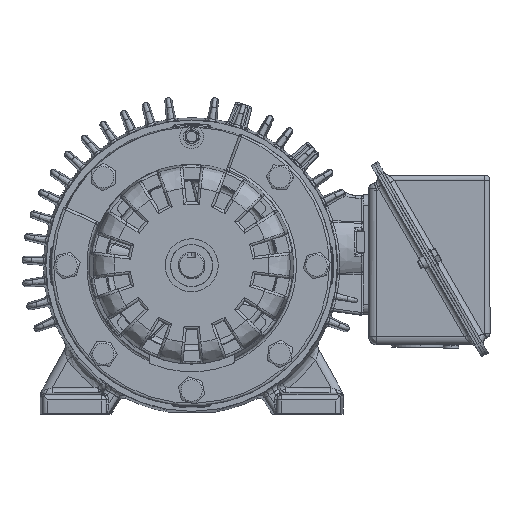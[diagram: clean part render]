
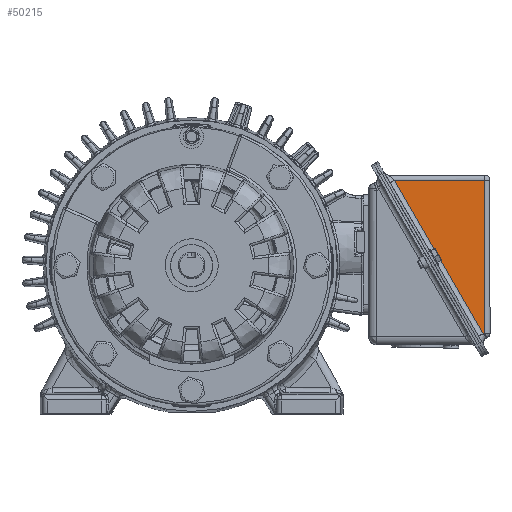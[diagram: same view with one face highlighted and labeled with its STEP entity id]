
A CAD part, top view. The second image highlights one B-rep face of the part: STEP entity #50215.
In plain terms, the highlighted planar face has unit normal (0, 0, 1).
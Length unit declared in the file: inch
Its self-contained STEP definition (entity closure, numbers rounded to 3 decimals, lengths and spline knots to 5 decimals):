
#779 = DIRECTION ( 'NONE',  ( 0., 1., 0. ) ) ;
#1319 = VECTOR ( 'NONE', #149212, 39.37008 ) ;
#1617 = ORIENTED_EDGE ( 'NONE', *, *, #21092, .F. ) ;
#21092 = EDGE_CURVE ( 'NONE', #30745, #173914, #166003, .T. ) ;
#27016 = VECTOR ( 'NONE', #85731, 39.37008 ) ;
#27539 = CARTESIAN_POINT ( 'NONE',  ( 7.07984, -1.99254, -4.00912 ) ) ;
#28492 = AXIS2_PLACEMENT_3D ( 'NONE', #122435, #45400, #46568 ) ;
#30745 = VERTEX_POINT ( 'NONE', #84248 ) ;
#42722 = LINE ( 'NONE', #105158, #111881 ) ;
#45400 = DIRECTION ( 'NONE',  ( 0., 0., 1. ) ) ;
#46568 = DIRECTION ( 'NONE',  ( 0., -1., 0. ) ) ;
#47871 = EDGE_LOOP ( 'NONE', ( #171912, #138081, #87278, #1617 ) ) ;
#50215 = ADVANCED_FACE ( 'NONE', ( #72525 ), #166494, .T. ) ;
#56486 = EDGE_CURVE ( 'NONE', #158669, #142235, #42722, .T. ) ;
#58681 = CARTESIAN_POINT ( 'NONE',  ( 6.89413, -1.58275, -4.00912 ) ) ;
#68830 = CARTESIAN_POINT ( 'NONE',  ( 6.89413, 2.0109, -4.00912 ) ) ;
#72525 = FACE_OUTER_BOUND ( 'NONE', #47871, .T. ) ;
#84248 = CARTESIAN_POINT ( 'NONE',  ( 6.89413, -1.58275, -4.00912 ) ) ;
#85731 = DIRECTION ( 'NONE',  ( -0.943, -0.333, 0. ) ) ;
#87278 = ORIENTED_EDGE ( 'NONE', *, *, #156058, .T. ) ;
#92204 = DIRECTION ( 'NONE',  ( -1., 0., 0. ) ) ;
#105158 = CARTESIAN_POINT ( 'NONE',  ( 6.89413, 2.0109, -4.00912 ) ) ;
#106296 = EDGE_CURVE ( 'NONE', #30745, #158669, #141830, .T. ) ;
#111881 = VECTOR ( 'NONE', #92204, 39.37008 ) ;
#122435 = CARTESIAN_POINT ( 'NONE',  ( 6.89413, 2.0109, -4.00912 ) ) ;
#123370 = LINE ( 'NONE', #27539, #1319 ) ;
#129097 = CARTESIAN_POINT ( 'NONE',  ( 6.85185, -1.59766, -4.00912 ) ) ;
#138081 = ORIENTED_EDGE ( 'NONE', *, *, #56486, .T. ) ;
#141830 = LINE ( 'NONE', #68830, #156443 ) ;
#142235 = VERTEX_POINT ( 'NONE', #164231 ) ;
#144028 = CARTESIAN_POINT ( 'NONE',  ( 6.89413, 2.0109, -4.00912 ) ) ;
#149212 = DIRECTION ( 'NONE',  ( 0.5, -0.866, 0. ) ) ;
#156058 = EDGE_CURVE ( 'NONE', #142235, #173914, #123370, .T. ) ;
#156443 = VECTOR ( 'NONE', #779, 39.37008 ) ;
#158669 = VERTEX_POINT ( 'NONE', #144028 ) ;
#164231 = CARTESIAN_POINT ( 'NONE',  ( 4.76845, 2.0109, -4.00912 ) ) ;
#166003 = LINE ( 'NONE', #58681, #27016 ) ;
#166494 = PLANE ( 'NONE',  #28492 ) ;
#171912 = ORIENTED_EDGE ( 'NONE', *, *, #106296, .T. ) ;
#173914 = VERTEX_POINT ( 'NONE', #129097 ) ;
